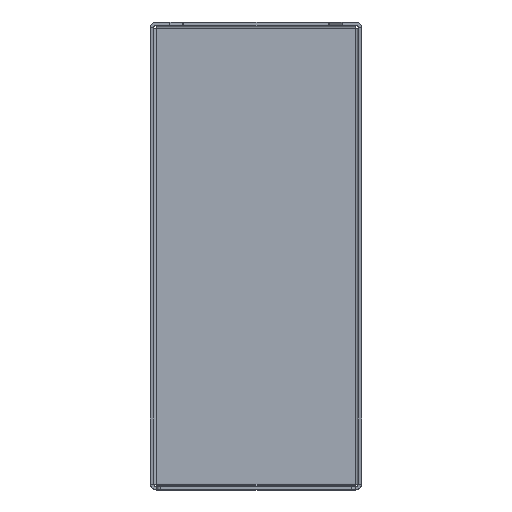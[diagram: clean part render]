
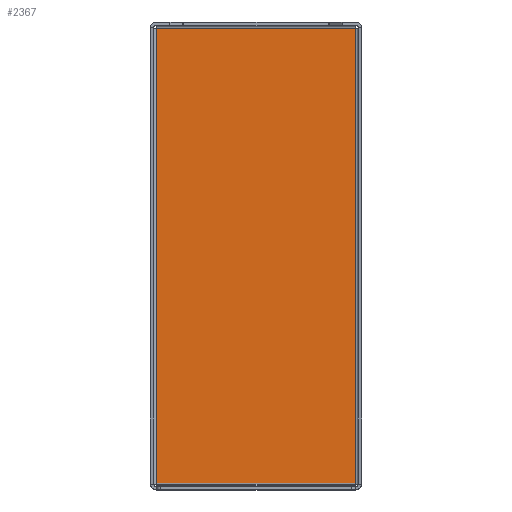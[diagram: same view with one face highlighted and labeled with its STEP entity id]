
A CAD part, top view. The second image highlights one B-rep face of the part: STEP entity #2367.
In plain terms, the highlighted planar face has unit normal (0, 0, 1).
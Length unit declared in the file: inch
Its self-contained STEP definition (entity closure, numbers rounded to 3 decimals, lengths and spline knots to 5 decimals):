
#745=CARTESIAN_POINT('',(7.90625,0.21875,0.125));
#746=VERTEX_POINT('',#745);
#803=CARTESIAN_POINT('',(0.21875,0.21875,0.125));
#804=VERTEX_POINT('',#803);
#888=CARTESIAN_POINT('',(0.21875,0.21875,0.125));
#889=DIRECTION('',(1.0,0.0,0.0));
#890=VECTOR('',#889,7.6875);
#891=LINE('',#888,#890);
#892=EDGE_CURVE('',#804,#746,#891,.T.);
#1355=CARTESIAN_POINT('',(0.21875,17.78125,0.125));
#1356=VERTEX_POINT('',#1355);
#1357=CARTESIAN_POINT('',(0.21875,17.78125,0.125));
#1358=DIRECTION('',(0.0,-1.0,0.0));
#1359=VECTOR('',#1358,17.5625);
#1360=LINE('',#1357,#1359);
#1361=EDGE_CURVE('',#1356,#804,#1360,.T.);
#1876=CARTESIAN_POINT('',(7.90625,17.78125,0.125));
#1877=VERTEX_POINT('',#1876);
#1967=CARTESIAN_POINT('',(7.90625,17.78125,0.125));
#1968=DIRECTION('',(-1.0,0.0,0.0));
#1969=VECTOR('',#1968,7.6875);
#1970=LINE('',#1967,#1969);
#1971=EDGE_CURVE('',#1877,#1356,#1970,.T.);
#2347=CARTESIAN_POINT('',(7.90625,0.21875,0.125));
#2348=DIRECTION('',(0.0,1.0,0.0));
#2349=VECTOR('',#2348,17.5625);
#2350=LINE('',#2347,#2349);
#2351=EDGE_CURVE('',#746,#1877,#2350,.T.);
#2356=CARTESIAN_POINT('',(4.0625,9.,0.125));
#2357=DIRECTION('',(0.0,0.0,1.0));
#2358=DIRECTION('',(1.0,0.0,0.0));
#2359=AXIS2_PLACEMENT_3D('',#2356,#2357,#2358);
#2360=PLANE('',#2359);
#2361=ORIENTED_EDGE('',*,*,#892,.T.);
#2362=ORIENTED_EDGE('',*,*,#2351,.T.);
#2363=ORIENTED_EDGE('',*,*,#1971,.T.);
#2364=ORIENTED_EDGE('',*,*,#1361,.T.);
#2365=EDGE_LOOP('',(#2361,#2362,#2363,#2364));
#2366=FACE_OUTER_BOUND('',#2365,.T.);
#2367=ADVANCED_FACE('',(#2366),#2360,.T.);
